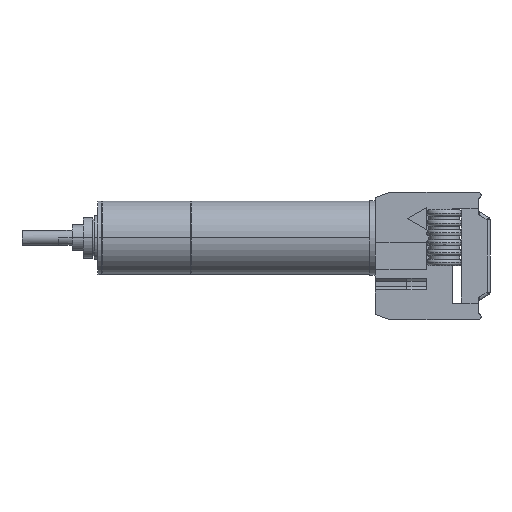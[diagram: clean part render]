
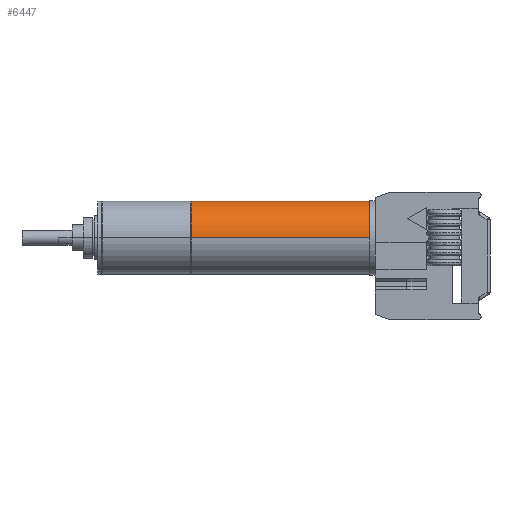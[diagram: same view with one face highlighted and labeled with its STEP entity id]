
A CAD part, front view. The second image highlights one B-rep face of the part: STEP entity #6447.
In plain terms, the highlighted cylindrical face has radius 5 mm (diameter 10 mm), a partial arc.
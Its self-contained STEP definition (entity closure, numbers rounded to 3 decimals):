
#1=CARTESIAN_POINT('',(28.1,0.,0.));
#2=DIRECTION('',(1.,0.,0.));
#3=DIRECTION('',(0.,1.,0.));
#4=AXIS2_PLACEMENT_3D('',#1,#2,#3);
#6=DIRECTION('',(-1.,0.,0.));
#7=VECTOR('',#6,24.3);
#8=CARTESIAN_POINT('',(28.1,5.,0.));
#9=LINE('',#8,#7);
#10=DIRECTION('',(1.,0.,0.));
#11=VECTOR('',#10,24.3);
#12=CARTESIAN_POINT('',(3.8,-5.,0.));
#13=LINE('',#12,#11);
#32=CARTESIAN_POINT('',(3.8,0.,0.));
#33=DIRECTION('',(1.,0.,0.));
#34=DIRECTION('',(0.,1.,0.));
#35=AXIS2_PLACEMENT_3D('',#32,#33,#34);
#6290=CARTESIAN_POINT('',(28.1,5.,0.));
#6291=CARTESIAN_POINT('',(28.1,-5.,0.));
#6292=VERTEX_POINT('',#6290);
#6293=VERTEX_POINT('',#6291);
#6348=CARTESIAN_POINT('',(3.8,5.,0.));
#6350=VERTEX_POINT('',#6348);
#6370=CARTESIAN_POINT('',(3.8,-5.,0.));
#6372=VERTEX_POINT('',#6370);
#6432=CARTESIAN_POINT('',(0.,0.,0.));
#6433=DIRECTION('',(1.,0.,0.));
#6434=DIRECTION('',(0.,-1.,0.));
#6435=AXIS2_PLACEMENT_3D('',#6432,#6433,#6434);
#6436=CYLINDRICAL_SURFACE('',#6435,5.);
#6438=ORIENTED_EDGE('',*,*,#6437,.F.);
#6440=ORIENTED_EDGE('',*,*,#6439,.F.);
#6442=ORIENTED_EDGE('',*,*,#6441,.F.);
#6444=ORIENTED_EDGE('',*,*,#6443,.T.);
#6445=EDGE_LOOP('',(#6438,#6440,#6442,#6444));
#6446=FACE_OUTER_BOUND('',#6445,.F.);
#6447=ADVANCED_FACE('',(#6446),#6436,.T.);
#5=CIRCLE('',#4,5.);
#36=CIRCLE('',#35,5.);
#6437=EDGE_CURVE('',#6372,#6293,#13,.T.);
#6439=EDGE_CURVE('',#6350,#6372,#36,.T.);
#6441=EDGE_CURVE('',#6292,#6350,#9,.T.);
#6443=EDGE_CURVE('',#6292,#6293,#5,.T.);
